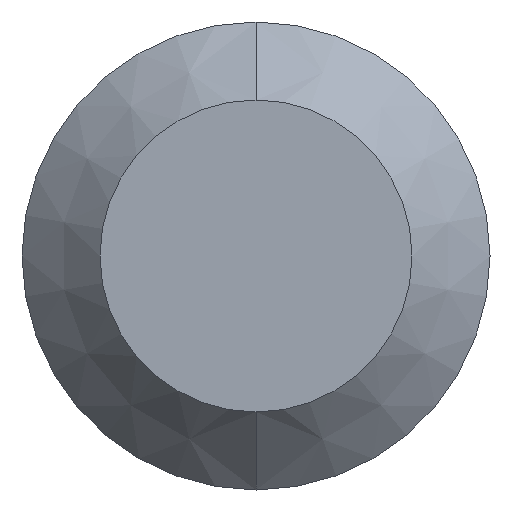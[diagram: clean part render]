
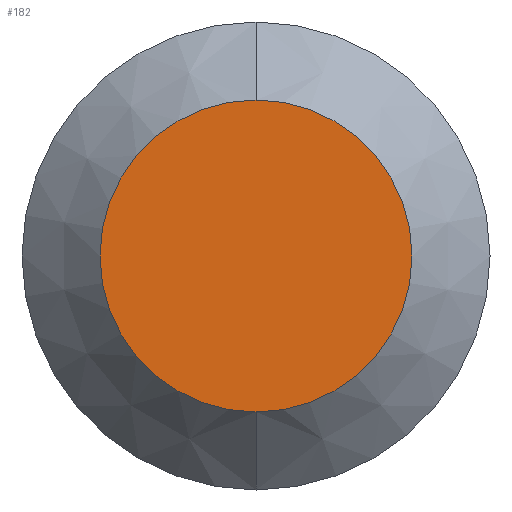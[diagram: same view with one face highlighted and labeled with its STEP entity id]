
A CAD part, front view. The second image highlights one B-rep face of the part: STEP entity #182.
In plain terms, the highlighted planar face has unit normal (0, -1, 0).
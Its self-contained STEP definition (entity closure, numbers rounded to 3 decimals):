
#9 = EDGE_LOOP ( 'NONE', ( #119, #200 ) ) ;
#13 = CARTESIAN_POINT ( 'NONE',  ( 0., -0.5, 1. ) ) ;
#17 = DIRECTION ( 'NONE',  ( 0., 0., 1. ) ) ;
#21 = AXIS2_PLACEMENT_3D ( 'NONE', #123, #177, #17 ) ;
#31 = CARTESIAN_POINT ( 'NONE',  ( 0., -0.5, 0. ) ) ;
#34 = AXIS2_PLACEMENT_3D ( 'NONE', #31, #106, #107 ) ;
#43 = AXIS2_PLACEMENT_3D ( 'NONE', #118, #134, #153 ) ;
#76 = EDGE_CURVE ( 'NONE', #230, #77, #194, .T. ) ;
#77 = VERTEX_POINT ( 'NONE', #13 ) ;
#106 = DIRECTION ( 'NONE',  ( 0., 1., 0. ) ) ;
#107 = DIRECTION ( 'NONE',  ( 0., 0., 1. ) ) ;
#118 = CARTESIAN_POINT ( 'NONE',  ( 0., -0.5, 0. ) ) ;
#119 = ORIENTED_EDGE ( 'NONE', *, *, #202, .T. ) ;
#123 = CARTESIAN_POINT ( 'NONE',  ( 0., -0.5, 0. ) ) ;
#134 = DIRECTION ( 'NONE',  ( 0., -1., 0. ) ) ;
#142 = FACE_OUTER_BOUND ( 'NONE', #9, .T. ) ;
#153 = DIRECTION ( 'NONE',  ( 0., 0., 1. ) ) ;
#163 = CIRCLE ( 'NONE', #21, 1. ) ;
#177 = DIRECTION ( 'NONE',  ( 0., -1., 0. ) ) ;
#182 = ADVANCED_FACE ( 'NONE', ( #142 ), #196, .F. ) ;
#194 = CIRCLE ( 'NONE', #43, 1. ) ;
#196 = PLANE ( 'NONE',  #34 ) ;
#200 = ORIENTED_EDGE ( 'NONE', *, *, #76, .T. ) ;
#202 = EDGE_CURVE ( 'NONE', #77, #230, #163, .T. ) ;
#230 = VERTEX_POINT ( 'NONE', #231 ) ;
#231 = CARTESIAN_POINT ( 'NONE',  ( 0., -0.5, -1. ) ) ;
